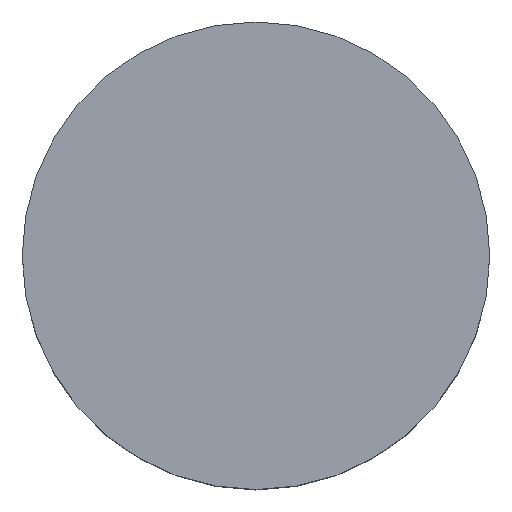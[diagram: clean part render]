
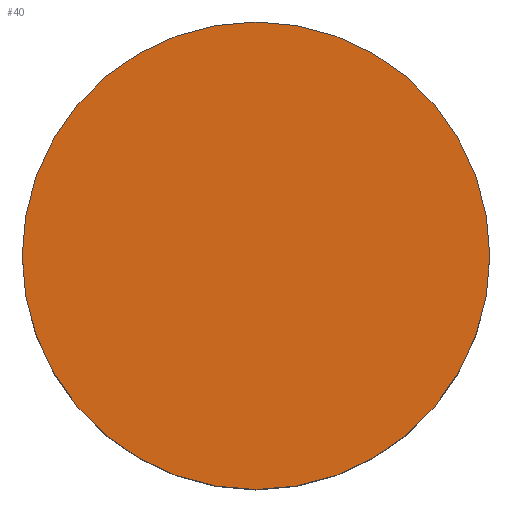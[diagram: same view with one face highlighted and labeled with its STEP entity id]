
A CAD part, top view. The second image highlights one B-rep face of the part: STEP entity #40.
In plain terms, the highlighted planar face has unit normal (0, 0, 1).
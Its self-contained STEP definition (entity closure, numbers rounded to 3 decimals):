
#18=PLANE($,#48);
#22=FACE_OUTER_BOUND($,#26,.T.);
#26=EDGE_LOOP($,(#36));
#28=CIRCLE($,#46,2.5);
#30=VERTEX_POINT($,#64);
#32=EDGE_CURVE($,#30,#30,#28,.T.);
#36=ORIENTED_EDGE($,*,*,#32,.T.);
#40=ADVANCED_FACE($,(#22),#18,.T.);
#46=AXIS2_PLACEMENT_3D($,#65,#54,#55);
#48=AXIS2_PLACEMENT_3D($,#68,#58,#59);
#54=DIRECTION('center_axis',(0.,0.,1.));
#55=DIRECTION('ref_axis',(-1.,0.,0.));
#58=DIRECTION('center_axis',(0.,0.,1.));
#59=DIRECTION('ref_axis',(1.,0.,0.));
#64=CARTESIAN_POINT('',(2.5,0.,2.5));
#65=CARTESIAN_POINT('Origin',(0.,0.,2.5));
#68=CARTESIAN_POINT('Origin',(0.,0.,
2.5));
